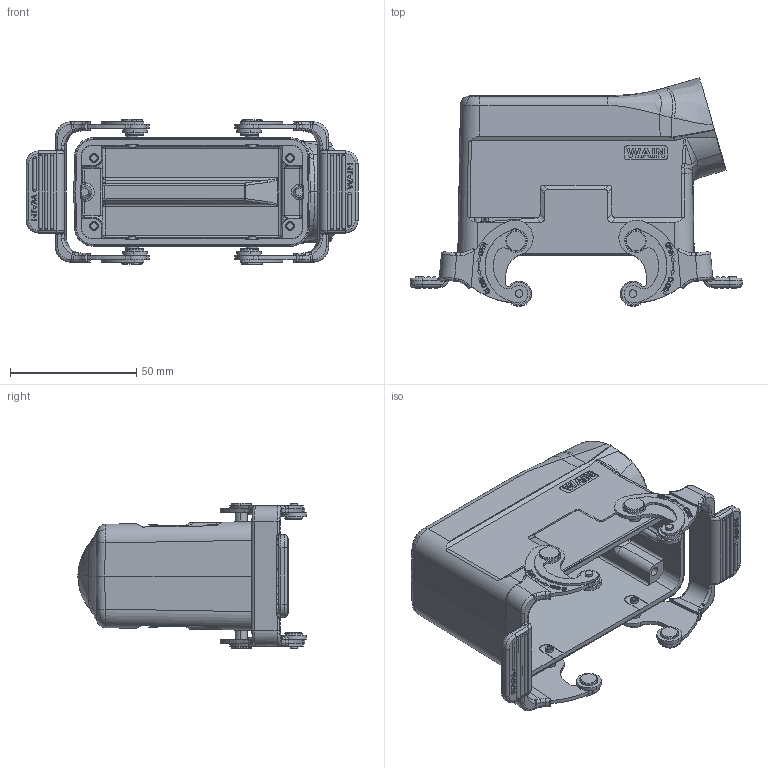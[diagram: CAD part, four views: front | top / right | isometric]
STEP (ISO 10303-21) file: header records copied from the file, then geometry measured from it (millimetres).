
FILE_DESCRIPTION((''),'2;1');
FILE_NAME('3D_1111165101003_W16B-SE-2B-PG2','2017-10-09T',('sy.ji'),(''),'PRO/ENGINEER BY PARAMETRIC TECHNOLOGY CORPORATION, 2014310','PRO/ENGINEER BY PARAMETRIC TECHNOLOGY CORPORATION, 2014310','');
FILE_SCHEMA(('CONFIG_CONTROL_DESIGN'));
Products named in the file (1): 3D_1111165101003_W16B-SE-2B-PG2
Bounding box: 131.3 x 90.29 x 57.5 mm (x, y, z)
Volume: 80620.2 mm3; surface area: 53183.1 mm2
Topology: 1 solids, 1 shells, 1577 faces, 4186 edges, 2753 vertices
Faces by surface type: plane 766, cylinder 365, extrusion 154, bspline 114, torus 68, cone 60, sphere 50
Entity records: 64110 total; most frequent: CARTESIAN_POINT 17827, ORIENTED_EDGE 8322, DIRECTION 7265, EDGE_CURVE 4161, VERTEX_POINT 2753, VECTOR 2485, AXIS2_PLACEMENT_3D 2390, LINE 2331
